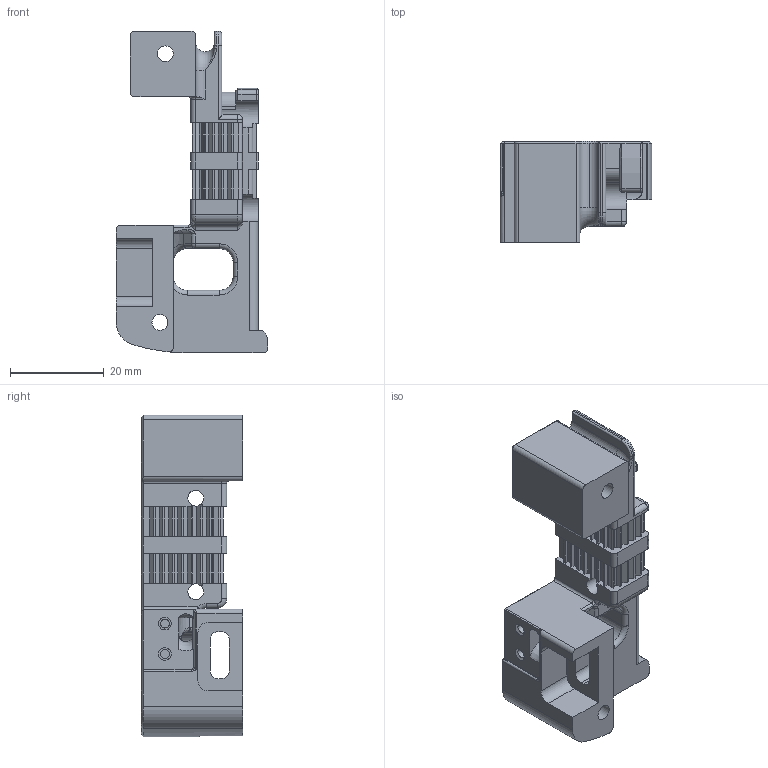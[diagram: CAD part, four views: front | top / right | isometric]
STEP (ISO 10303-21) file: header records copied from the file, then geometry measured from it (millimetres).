
FILE_DESCRIPTION(/* description */ (''),/* implementation_level */ '2;1');
FILE_NAME(/* name */ 'x_carriage_frame_right_belt_wrap.step',/* time_stamp */ '2023-05-08T21:27:18-04:00',/* author */ (''),/* organization */ (''),/* preprocessor_version */ 'ST-DEVELOPER v19.2',/* originating_system */ 'Autodesk Translation Framework v12.4.0.73',/* authorisation */ '');
FILE_SCHEMA (('AUTOMOTIVE_DESIGN { 1 0 10303 214 3 1 1 }'));
Length unit declared in the file: millimetre
Products named in the file (1): x_carriage_frame_right_belt_wrap
Bounding box: 32.4 x 21.6 x 68.75 mm (x, y, z)
Volume: 19860.2 mm3; surface area: 9452.4 mm2
Topology: 1 solids, 1 shells, 435 faces, 1191 edges, 757 vertices
Faces by surface type: plane 293, cylinder 90, cone 20, bspline 15, torus 15, sphere 2
Full cylindrical faces by diameter (mm): 1.9 x2, 2.9 x1, 3.3 x1, 3.4 x4, 4.7 x2, 6 x2
Entity records: 14393 total; most frequent: CARTESIAN_POINT 3301, ORIENTED_EDGE 2378, DIRECTION 2228, EDGE_CURVE 1189, LINE 880, VECTOR 880, VERTEX_POINT 757, AXIS2_PLACEMENT_3D 674
